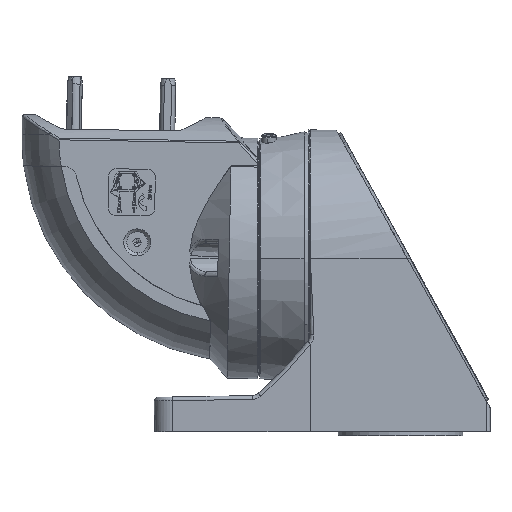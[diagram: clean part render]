
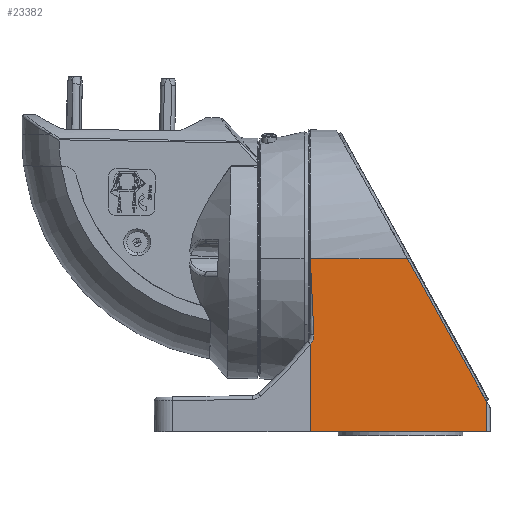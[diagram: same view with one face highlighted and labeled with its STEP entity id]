
A CAD part, left-side view. The second image highlights one B-rep face of the part: STEP entity #23382.
In plain terms, the highlighted face is planar.
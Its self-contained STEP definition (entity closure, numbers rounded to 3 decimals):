
#258 = CARTESIAN_POINT ( 'NONE',  ( -41.876, -1.981, 70.715 ) ) ;
#541 = CARTESIAN_POINT ( 'NONE',  ( -93., -98.94, 69.023 ) ) ;
#761 = CARTESIAN_POINT ( 'NONE',  ( -44.355, -1.181, 70.729 ) ) ;
#4558 = CARTESIAN_POINT ( 'NONE',  ( 0., 0., 70.75 ) ) ;
#4664 = CARTESIAN_POINT ( 'NONE',  ( -4.114, -0.305, 70.745 ) ) ;
#5490 = EDGE_CURVE ( 'NONE', #51294, #51536, #17722, .T. ) ;
#6540 = CARTESIAN_POINT ( 'NONE',  ( -76.469, -94.535, 69.1 ) ) ;
#10178 = CARTESIAN_POINT ( 'NONE',  ( 0., -0.305, 70.745 ) ) ;
#12114 = CARTESIAN_POINT ( 'NONE',  ( -42.132, -1.943, 70.716 ) ) ;
#12595 = CARTESIAN_POINT ( 'NONE',  ( -44.615, -1.029, 70.732 ) ) ;
#13869 = EDGE_CURVE ( 'NONE', #51536, #63003, #68776, .T. ) ;
#15010 = DIRECTION ( 'NONE',  ( 0., -0.017, 1. ) ) ;
#16337 = LINE ( 'NONE', #111787, #47733 ) ;
#17722 = LINE ( 'NONE', #541, #49140 ) ;
#23382 = ADVANCED_FACE ( 'NONE', ( #103297 ), #26822, .T. ) ;
#23871 = CARTESIAN_POINT ( 'NONE',  ( -42.445, -1.888, 70.717 ) ) ;
#24398 = CARTESIAN_POINT ( 'NONE',  ( -44.676, -0.992, 70.733 ) ) ;
#26822 = PLANE ( 'NONE',  #151234 ) ;
#29100 = DIRECTION ( 'NONE',  ( 1., 0., 0. ) ) ;
#29525 = DIRECTION ( 'NONE',  ( -0.875, -0.485, -0.008 ) ) ;
#30103 = CARTESIAN_POINT ( 'NONE',  ( 0., 0., 70.75 ) ) ;
#30445 = CARTESIAN_POINT ( 'NONE',  ( -4.114, -0.305, 70.745 ) ) ;
#32546 = ORIENTED_EDGE ( 'NONE', *, *, #76750, .T. ) ;
#32752 = ORIENTED_EDGE ( 'NONE', *, *, #124952, .T. ) ;
#35754 = CARTESIAN_POINT ( 'NONE',  ( -43.114, -1.71, 70.72 ) ) ;
#36249 = CARTESIAN_POINT ( 'NONE',  ( -45.15, -0.697, 70.738 ) ) ;
#41734 = ORIENTED_EDGE ( 'NONE', *, *, #5490, .F. ) ;
#42317 = CARTESIAN_POINT ( 'NONE',  ( -16.409, -1.211, 70.729 ) ) ;
#47643 = CARTESIAN_POINT ( 'NONE',  ( -43.367, -1.623, 70.722 ) ) ;
#47733 = VECTOR ( 'NONE', #29525, 1000. ) ;
#48156 = CARTESIAN_POINT ( 'NONE',  ( -45.934, 0., 70.75 ) ) ;
#48205 = VERTEX_POINT ( 'NONE', #63705 ) ;
#48877 = CARTESIAN_POINT ( 'NONE',  ( -41., -2.035, 70.714 ) ) ;
#49140 = VECTOR ( 'NONE', #71472, 1000. ) ;
#50539 = DIRECTION ( 'NONE',  ( 0., -1., -0.017 ) ) ;
#51294 = VERTEX_POINT ( 'NONE', #95555 ) ;
#51536 = VERTEX_POINT ( 'NONE', #51813 ) ;
#51813 = CARTESIAN_POINT ( 'NONE',  ( -93., 0., 70.75 ) ) ;
#54131 = CARTESIAN_POINT ( 'NONE',  ( -41., -2.035, 70.714 ) ) ;
#54285 = VECTOR ( 'NONE', #134064, 1000. ) ;
#59440 = CARTESIAN_POINT ( 'NONE',  ( -43.44, -1.596, 70.722 ) ) ;
#63003 = VERTEX_POINT ( 'NONE', #152378 ) ;
#63705 = CARTESIAN_POINT ( 'NONE',  ( -4.114, -0.305, 70.745 ) ) ;
#68776 = LINE ( 'NONE', #30103, #96430 ) ;
#70196 = CARTESIAN_POINT ( 'NONE',  ( -41., -2.035, 70.714 ) ) ;
#70714 = CARTESIAN_POINT ( 'NONE',  ( -41.517, -2.021, 70.715 ) ) ;
#71201 = CARTESIAN_POINT ( 'NONE',  ( -44., -1.367, 70.726 ) ) ;
#71472 = DIRECTION ( 'NONE',  ( 0., 1., 0.017 ) ) ;
#75068 = CARTESIAN_POINT ( 'NONE',  ( -2.743, -0.305, 70.745 ) ) ;
#75150 = EDGE_CURVE ( 'NONE', #99668, #48205, #133122, .T. ) ;
#75895 = VECTOR ( 'NONE', #86841, 1000. ) ;
#76292 = EDGE_CURVE ( 'NONE', #83090, #63003, #99156, .T. ) ;
#76750 = EDGE_CURVE ( 'NONE', #48205, #83090, #142573, .T. ) ;
#82540 = CARTESIAN_POINT ( 'NONE',  ( -42.03, -1.959, 70.716 ) ) ;
#83044 = CARTESIAN_POINT ( 'NONE',  ( -44.529, -1.081, 70.731 ) ) ;
#83090 = VERTEX_POINT ( 'NONE', #48877 ) ;
#86841 = DIRECTION ( 'NONE',  ( 0., 1., 0.017 ) ) ;
#88990 = ORIENTED_EDGE ( 'NONE', *, *, #76292, .T. ) ;
#94377 = CARTESIAN_POINT ( 'NONE',  ( -42.181, -1.935, 70.716 ) ) ;
#94876 = CARTESIAN_POINT ( 'NONE',  ( -44.652, -1.007, 70.732 ) ) ;
#95555 = CARTESIAN_POINT ( 'NONE',  ( -93., -94.535, 69.1 ) ) ;
#96430 = VECTOR ( 'NONE', #29100, 1000. ) ;
#98265 = CARTESIAN_POINT ( 'NONE',  ( -1.371, -0.305, 70.745 ) ) ;
#99156 = B_SPLINE_CURVE_WITH_KNOTS ( 'NONE', 3,
 ( #70196, #117517, #70714, #258, #82540, #12114, #94377, #23871, #106148, #35754, #118037, #47643, #129832, #59440, #141663, #71201, #761, #83044, #12595, #94876, #24398, #106639, #36249, #118562, #48156 ),
 .UNSPECIFIED., .F., .F.,
 ( 4, 1, 1, 2, 2, 1, 1, 1, 2, 2, 1, 1, 1, 1, 2, 2, 4 ),
 ( 0., 0.125, 0.188, 0.219, 0.25, 0.375, 0.438, 0.469, 0.484, 0.5, 0.625, 0.688, 0.719, 0.734, 0.742, 0.75, 1. ),
 .UNSPECIFIED. ) ;
#99346 = ORIENTED_EDGE ( 'NONE', *, *, #13869, .F. ) ;
#99668 = VERTEX_POINT ( 'NONE', #10178 ) ;
#103297 = FACE_OUTER_BOUND ( 'NONE', #107846, .T. ) ;
#106148 = CARTESIAN_POINT ( 'NONE',  ( -42.757, -1.817, 70.718 ) ) ;
#106639 = CARTESIAN_POINT ( 'NONE',  ( -44.687, -0.985, 70.733 ) ) ;
#107846 = EDGE_LOOP ( 'NONE', ( #32752, #151139, #32546, #88990, #99346, #41734, #131714, #115537 ) ) ;
#108490 = VERTEX_POINT ( 'NONE', #117389 ) ;
#109076 = CARTESIAN_POINT ( 'NONE',  ( 0., 0., 70.75 ) ) ;
#111787 = CARTESIAN_POINT ( 'NONE',  ( 22.117, -39.888, 70.054 ) ) ;
#113136 = LINE ( 'NONE', #122299, #54285 ) ;
#115537 = ORIENTED_EDGE ( 'NONE', *, *, #130237, .F. ) ;
#117389 = CARTESIAN_POINT ( 'NONE',  ( 0., -52.147, 69.84 ) ) ;
#117517 = CARTESIAN_POINT ( 'NONE',  ( -41.207, -2.035, 70.714 ) ) ;
#118037 = CARTESIAN_POINT ( 'NONE',  ( -43.291, -1.65, 70.721 ) ) ;
#118562 = CARTESIAN_POINT ( 'NONE',  ( -45.561, -0.371, 70.744 ) ) ;
#122299 = CARTESIAN_POINT ( 'NONE',  ( -80.014, -94.535, 69.1 ) ) ;
#124582 = CARTESIAN_POINT ( 'NONE',  ( -28.705, -2.035, 70.714 ) ) ;
#124952 = EDGE_CURVE ( 'NONE', #108490, #99668, #142223, .T. ) ;
#129832 = CARTESIAN_POINT ( 'NONE',  ( -43.417, -1.604, 70.722 ) ) ;
#130237 = EDGE_CURVE ( 'NONE', #108490, #145233, #16337, .T. ) ;
#131714 = ORIENTED_EDGE ( 'NONE', *, *, #134081, .T. ) ;
#133122 = B_SPLINE_CURVE_WITH_KNOTS ( 'NONE', 3,
 ( #133719, #98265, #75068, #4664 ),
 .UNSPECIFIED., .F., .F.,
 ( 4, 4 ),
 ( 0., 1. ),
 .UNSPECIFIED. ) ;
#133719 = CARTESIAN_POINT ( 'NONE',  ( 0., -0.305, 70.745 ) ) ;
#134064 = DIRECTION ( 'NONE',  ( 1., 0., 0. ) ) ;
#134081 = EDGE_CURVE ( 'NONE', #51294, #145233, #113136, .T. ) ;
#141663 = CARTESIAN_POINT ( 'NONE',  ( -43.683, -1.504, 70.724 ) ) ;
#142223 = LINE ( 'NONE', #4558, #75895 ) ;
#142573 = B_SPLINE_CURVE_WITH_KNOTS ( 'NONE', 3,
 ( #30445, #42317, #124582, #54131 ),
 .UNSPECIFIED., .F., .F.,
 ( 4, 4 ),
 ( -0.275, -0.238 ),
 .UNSPECIFIED. ) ;
#145233 = VERTEX_POINT ( 'NONE', #6540 ) ;
#151139 = ORIENTED_EDGE ( 'NONE', *, *, #75150, .T. ) ;
#151234 = AXIS2_PLACEMENT_3D ( 'NONE', #109076, #15010, #50539 ) ;
#152378 = CARTESIAN_POINT ( 'NONE',  ( -45.934, 0., 70.75 ) ) ;
